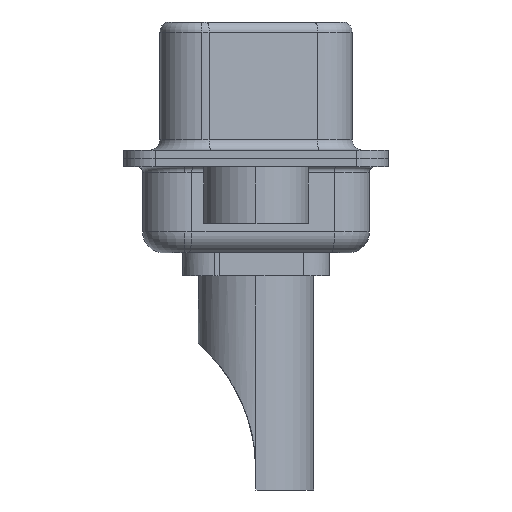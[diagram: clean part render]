
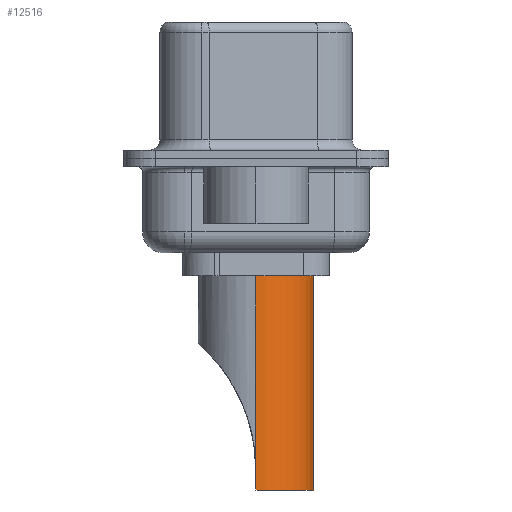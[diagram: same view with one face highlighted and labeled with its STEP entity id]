
A CAD part, left-side view. The second image highlights one B-rep face of the part: STEP entity #12516.
In plain terms, the highlighted cylindrical face has radius 2.75 mm (diameter 5.5 mm), a partial arc.
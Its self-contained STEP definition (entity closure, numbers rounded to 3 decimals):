
#430 = CARTESIAN_POINT ( 'NONE',  ( -2.75, 0., 1.5 ) ) ;
#705 = CIRCLE ( 'NONE', #884, 2.75 ) ;
#761 = DIRECTION ( 'NONE',  ( 0., 0., -1. ) ) ;
#884 = AXIS2_PLACEMENT_3D ( 'NONE', #9638, #1546, #10976 ) ;
#949 = CARTESIAN_POINT ( 'NONE',  ( 2.75, 0., -8.7 ) ) ;
#1447 = VERTEX_POINT ( 'NONE', #430 ) ;
#1546 = DIRECTION ( 'NONE',  ( 0., 0., 1. ) ) ;
#1982 = VERTEX_POINT ( 'NONE', #12880 ) ;
#2093 = LINE ( 'NONE', #16899, #5217 ) ;
#2537 = DIRECTION ( 'NONE',  ( 0., 0., 1. ) ) ;
#3868 = EDGE_LOOP ( 'NONE', ( #5171, #5907, #6674, #16227, #10019, #6077 ) ) ;
#4010 = DIRECTION ( 'NONE',  ( 1., 0., 0. ) ) ;
#4035 = DIRECTION ( 'NONE',  ( 0., 0., 1. ) ) ;
#4093 = CARTESIAN_POINT ( 'NONE',  ( -2.75, 0., -7.764 ) ) ;
#4353 = DIRECTION ( 'NONE',  ( 0., 0., 1. ) ) ;
#4375 = CARTESIAN_POINT ( 'NONE',  ( 0., 0., -8.7 ) ) ;
#4944 = VERTEX_POINT ( 'NONE', #8202 ) ;
#4964 = EDGE_CURVE ( 'NONE', #1982, #16930, #11351, .T. ) ;
#5171 = ORIENTED_EDGE ( 'NONE', *, *, #14162, .F. ) ;
#5208 = EDGE_CURVE ( 'NONE', #14975, #16930, #10726, .T. ) ;
#5217 = VECTOR ( 'NONE', #761, 1000. ) ;
#5472 = VECTOR ( 'NONE', #4353, 1000. ) ;
#5907 = ORIENTED_EDGE ( 'NONE', *, *, #10343, .T. ) ;
#6077 = ORIENTED_EDGE ( 'NONE', *, *, #17201, .F. ) ;
#6674 = ORIENTED_EDGE ( 'NONE', *, *, #4964, .T. ) ;
#7984 = AXIS2_PLACEMENT_3D ( 'NONE', #4375, #4035, #4010 ) ;
#8199 = DIRECTION ( 'NONE',  ( 0., 0., -1. ) ) ;
#8202 = CARTESIAN_POINT ( 'NONE',  ( 2.75, 0., 1.5 ) ) ;
#8254 = CARTESIAN_POINT ( 'NONE',  ( 0., 0., 4.234 ) ) ;
#8423 = CARTESIAN_POINT ( 'NONE',  ( 2.75, 0., -8.7 ) ) ;
#8431 = VECTOR ( 'NONE', #2537, 1000. ) ;
#8891 = EDGE_CURVE ( 'NONE', #14975, #4944, #17093, .T. ) ;
#9300 = CYLINDRICAL_SURFACE ( 'NONE', #12643, 2.75 ) ;
#9638 = CARTESIAN_POINT ( 'NONE',  ( 0., 0., 1.5 ) ) ;
#10019 = ORIENTED_EDGE ( 'NONE', *, *, #8891, .T. ) ;
#10343 = EDGE_CURVE ( 'NONE', #11823, #1982, #2093, .T. ) ;
#10649 = CARTESIAN_POINT ( 'NONE',  ( -2.75, 0., 4.234 ) ) ;
#10726 = LINE ( 'NONE', #8423, #14645 ) ;
#10929 = DIRECTION ( 'NONE',  ( 1., 0., 0. ) ) ;
#10976 = DIRECTION ( 'NONE',  ( 1., 0., 0. ) ) ;
#11351 = CIRCLE ( 'NONE', #7984, 2.75 ) ;
#11823 = VERTEX_POINT ( 'NONE', #4093 ) ;
#11939 = LINE ( 'NONE', #10649, #8431 ) ;
#12516 = ADVANCED_FACE ( 'NONE', ( #16829 ), #9300, .T. ) ;
#12643 = AXIS2_PLACEMENT_3D ( 'NONE', #8254, #16239, #10929 ) ;
#12880 = CARTESIAN_POINT ( 'NONE',  ( -2.75, 0., -8.7 ) ) ;
#13786 = CARTESIAN_POINT ( 'NONE',  ( 2.75, 0., 4.234 ) ) ;
#14162 = EDGE_CURVE ( 'NONE', #11823, #1447, #11939, .T. ) ;
#14645 = VECTOR ( 'NONE', #8199, 1000. ) ;
#14649 = CARTESIAN_POINT ( 'NONE',  ( 2.75, 0., -7.764 ) ) ;
#14975 = VERTEX_POINT ( 'NONE', #14649 ) ;
#16227 = ORIENTED_EDGE ( 'NONE', *, *, #5208, .F. ) ;
#16239 = DIRECTION ( 'NONE',  ( 0., 0., 1. ) ) ;
#16829 = FACE_OUTER_BOUND ( 'NONE', #3868, .T. ) ;
#16899 = CARTESIAN_POINT ( 'NONE',  ( -2.75, 0., -8.7 ) ) ;
#16930 = VERTEX_POINT ( 'NONE', #949 ) ;
#17093 = LINE ( 'NONE', #13786, #5472 ) ;
#17201 = EDGE_CURVE ( 'NONE', #1447, #4944, #705, .T. ) ;
